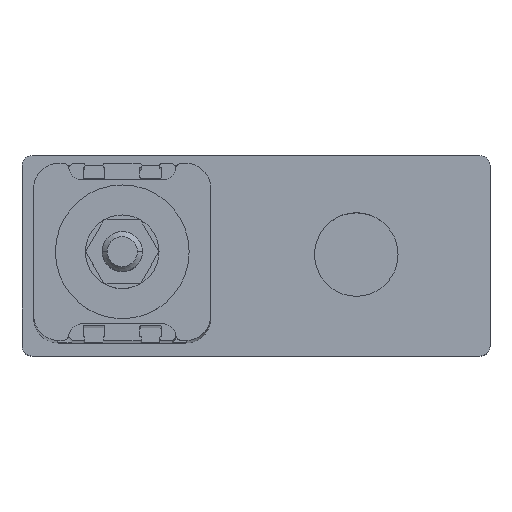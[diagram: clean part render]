
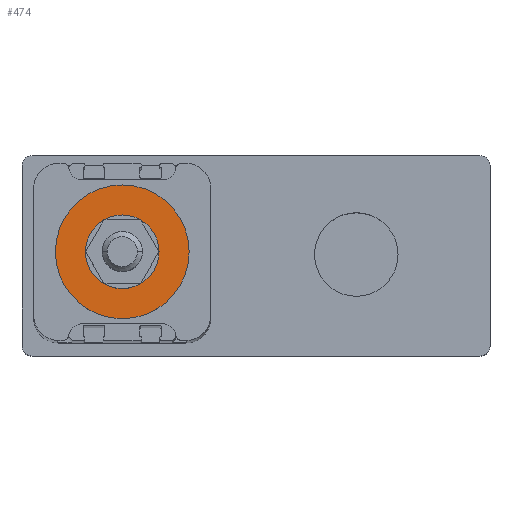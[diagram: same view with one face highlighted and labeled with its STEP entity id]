
A CAD part, top view. The second image highlights one B-rep face of the part: STEP entity #474.
In plain terms, the highlighted planar face has unit normal (0, 0, 1).
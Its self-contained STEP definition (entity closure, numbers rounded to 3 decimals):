
#152 = DIRECTION ( 'NONE',  ( 0., 0., 1. ) ) ;
#160 = EDGE_CURVE ( 'NONE', #1401, #4799, #6573, .T. ) ;
#168 = EDGE_LOOP ( 'NONE', ( #3456, #3162 ) ) ;
#300 = CIRCLE ( 'NONE', #3473, 20. ) ;
#474 = ADVANCED_FACE ( 'NONE', ( #4451, #3575 ), #5276, .T. ) ;
#1121 = EDGE_CURVE ( 'NONE', #4799, #1401, #4389, .T. ) ;
#1356 = AXIS2_PLACEMENT_3D ( 'NONE', #1682, #152, #6311 ) ;
#1401 = VERTEX_POINT ( 'NONE', #2311 ) ;
#1543 = CARTESIAN_POINT ( 'NONE',  ( 0., 0., 440. ) ) ;
#1576 = CARTESIAN_POINT ( 'NONE',  ( 0., 0., 440. ) ) ;
#1620 = DIRECTION ( 'NONE',  ( 0., 0., 1. ) ) ;
#1682 = CARTESIAN_POINT ( 'NONE',  ( 0., 0., 440. ) ) ;
#1714 = VERTEX_POINT ( 'NONE', #4353 ) ;
#1874 = DIRECTION ( 'NONE',  ( 0., 0., 1. ) ) ;
#2073 = DIRECTION ( 'NONE',  ( 1., 0., 0. ) ) ;
#2138 = DIRECTION ( 'NONE',  ( 1., 0., 0. ) ) ;
#2308 = AXIS2_PLACEMENT_3D ( 'NONE', #5711, #5176, #3136 ) ;
#2311 = CARTESIAN_POINT ( 'NONE',  ( 11., 0., 440. ) ) ;
#3136 = DIRECTION ( 'NONE',  ( 1., 0., 0. ) ) ;
#3162 = ORIENTED_EDGE ( 'NONE', *, *, #160, .F. ) ;
#3456 = ORIENTED_EDGE ( 'NONE', *, *, #1121, .F. ) ;
#3473 = AXIS2_PLACEMENT_3D ( 'NONE', #1543, #5157, #2073 ) ;
#3575 = FACE_OUTER_BOUND ( 'NONE', #6240, .T. ) ;
#3857 = AXIS2_PLACEMENT_3D ( 'NONE', #1576, #1620, #2138 ) ;
#4353 = CARTESIAN_POINT ( 'NONE',  ( 20., 0., 440. ) ) ;
#4389 = CIRCLE ( 'NONE', #3857, 11. ) ;
#4451 = FACE_BOUND ( 'NONE', #168, .T. ) ;
#4682 = CIRCLE ( 'NONE', #5705, 20. ) ;
#4799 = VERTEX_POINT ( 'NONE', #5105 ) ;
#4961 = CARTESIAN_POINT ( 'NONE',  ( 0., 0., 440. ) ) ;
#5072 = ORIENTED_EDGE ( 'NONE', *, *, #6253, .T. ) ;
#5083 = VERTEX_POINT ( 'NONE', #6429 ) ;
#5105 = CARTESIAN_POINT ( 'NONE',  ( -11., 0., 440. ) ) ;
#5157 = DIRECTION ( 'NONE',  ( 0., 0., 1. ) ) ;
#5176 = DIRECTION ( 'NONE',  ( 0., 0., 1. ) ) ;
#5276 = PLANE ( 'NONE',  #1356 ) ;
#5498 = DIRECTION ( 'NONE',  ( 1., 0., 0. ) ) ;
#5705 = AXIS2_PLACEMENT_3D ( 'NONE', #4961, #1874, #5498 ) ;
#5711 = CARTESIAN_POINT ( 'NONE',  ( 0., 0., 440. ) ) ;
#6111 = ORIENTED_EDGE ( 'NONE', *, *, #6503, .T. ) ;
#6240 = EDGE_LOOP ( 'NONE', ( #5072, #6111 ) ) ;
#6253 = EDGE_CURVE ( 'NONE', #5083, #1714, #4682, .T. ) ;
#6311 = DIRECTION ( 'NONE',  ( 1., 0., 0. ) ) ;
#6429 = CARTESIAN_POINT ( 'NONE',  ( -20., 0., 440. ) ) ;
#6503 = EDGE_CURVE ( 'NONE', #1714, #5083, #300, .T. ) ;
#6573 = CIRCLE ( 'NONE', #2308, 11. ) ;
